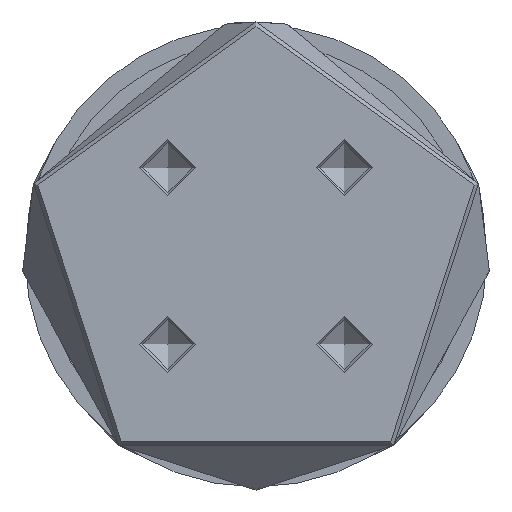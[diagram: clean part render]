
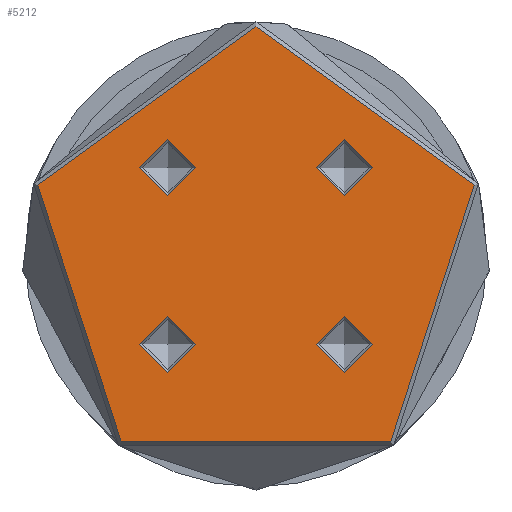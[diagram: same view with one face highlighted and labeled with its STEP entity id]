
A CAD part, front view. The second image highlights one B-rep face of the part: STEP entity #5212.
In plain terms, the highlighted face is planar.
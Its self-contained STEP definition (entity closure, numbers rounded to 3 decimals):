
#256 = AXIS2_PLACEMENT_3D ( 'NONE', #5016, #4386, #5462 ) ;
#398 = EDGE_CURVE ( 'NONE', #4772, #4772, #5718, .T. ) ;
#692 = CARTESIAN_POINT ( 'NONE',  ( 14.142, -14.142, 0. ) ) ;
#799 = EDGE_CURVE ( 'NONE', #3507, #3507, #2559, .T. ) ;
#812 = ORIENTED_EDGE ( 'NONE', *, *, #799, .F. ) ;
#1099 = EDGE_LOOP ( 'NONE', ( #2108 ) ) ;
#1108 = DIRECTION ( 'NONE',  ( 0., 0., 1. ) ) ;
#1152 = FACE_OUTER_BOUND ( 'NONE', #1099, .T. ) ;
#1168 = DIRECTION ( 'NONE',  ( 1., 0., 0. ) ) ;
#1300 = DIRECTION ( 'NONE',  ( 0., 0., 1. ) ) ;
#1313 = EDGE_LOOP ( 'NONE', ( #1734 ) ) ;
#1363 = VERTEX_POINT ( 'NONE', #5899 ) ;
#1434 = AXIS2_PLACEMENT_3D ( 'NONE', #4141, #1300, #4608 ) ;
#1557 = ORIENTED_EDGE ( 'NONE', *, *, #2492, .T. ) ;
#1629 = CARTESIAN_POINT ( 'NONE',  ( 18.642, 14.142, 0. ) ) ;
#1664 = AXIS2_PLACEMENT_3D ( 'NONE', #2316, #5621, #2797 ) ;
#1678 = DIRECTION ( 'NONE',  ( 0., 0., -1. ) ) ;
#1734 = ORIENTED_EDGE ( 'NONE', *, *, #4514, .T. ) ;
#1804 = VERTEX_POINT ( 'NONE', #5417 ) ;
#2108 = ORIENTED_EDGE ( 'NONE', *, *, #2406, .T. ) ;
#2117 = CARTESIAN_POINT ( 'NONE',  ( 36.75, 0., 0. ) ) ;
#2316 = CARTESIAN_POINT ( 'NONE',  ( -14.142, -14.142, 0. ) ) ;
#2387 = FACE_BOUND ( 'NONE', #2773, .T. ) ;
#2406 = EDGE_CURVE ( 'NONE', #3065, #3065, #4690, .T. ) ;
#2492 = EDGE_CURVE ( 'NONE', #1804, #1804, #5818, .T. ) ;
#2559 = CIRCLE ( 'NONE', #1434, 4.5 ) ;
#2614 = AXIS2_PLACEMENT_3D ( 'NONE', #4507, #1678, #4997 ) ;
#2773 = EDGE_LOOP ( 'NONE', ( #1557 ) ) ;
#2797 = DIRECTION ( 'NONE',  ( -1., 0., 0. ) ) ;
#2853 = AXIS2_PLACEMENT_3D ( 'NONE', #692, #3993, #1168 ) ;
#2890 = EDGE_LOOP ( 'NONE', ( #812 ) ) ;
#3065 = VERTEX_POINT ( 'NONE', #2117 ) ;
#3507 = VERTEX_POINT ( 'NONE', #1629 ) ;
#3651 = FACE_BOUND ( 'NONE', #1313, .T. ) ;
#3933 = CARTESIAN_POINT ( 'NONE',  ( 0., 0., 0. ) ) ;
#3993 = DIRECTION ( 'NONE',  ( 0., 0., -1. ) ) ;
#4141 = CARTESIAN_POINT ( 'NONE',  ( 14.142, 14.142, 0. ) ) ;
#4194 = ORIENTED_EDGE ( 'NONE', *, *, #398, .F. ) ;
#4386 = DIRECTION ( 'NONE',  ( 0., 0., -1. ) ) ;
#4400 = DIRECTION ( 'NONE',  ( 1., 0., 0. ) ) ;
#4457 = CARTESIAN_POINT ( 'NONE',  ( -18.642, -14.142, 0. ) ) ;
#4493 = CIRCLE ( 'NONE', #2614, 4.5 ) ;
#4507 = CARTESIAN_POINT ( 'NONE',  ( -14.142, 14.142, 0. ) ) ;
#4514 = EDGE_CURVE ( 'NONE', #1363, #1363, #4493, .T. ) ;
#4528 = PLANE ( 'NONE',  #256 ) ;
#4608 = DIRECTION ( 'NONE',  ( 1., 0., 0. ) ) ;
#4690 = CIRCLE ( 'NONE', #5489, 36.75 ) ;
#4714 = EDGE_LOOP ( 'NONE', ( #4194 ) ) ;
#4772 = VERTEX_POINT ( 'NONE', #4457 ) ;
#4925 = FACE_BOUND ( 'NONE', #4714, .T. ) ;
#4997 = DIRECTION ( 'NONE',  ( -1., 0., 0. ) ) ;
#5016 = CARTESIAN_POINT ( 'NONE',  ( 0., 0., 0. ) ) ;
#5212 = ADVANCED_FACE ( 'NONE', ( #4925, #3651, #2387, #5989, #1152 ), #4528, .F. ) ;
#5417 = CARTESIAN_POINT ( 'NONE',  ( 18.642, -14.142, 0. ) ) ;
#5462 = DIRECTION ( 'NONE',  ( -1., 0., 0. ) ) ;
#5489 = AXIS2_PLACEMENT_3D ( 'NONE', #3933, #1108, #4400 ) ;
#5621 = DIRECTION ( 'NONE',  ( 0., 0., 1. ) ) ;
#5718 = CIRCLE ( 'NONE', #1664, 4.5 ) ;
#5818 = CIRCLE ( 'NONE', #2853, 4.5 ) ;
#5899 = CARTESIAN_POINT ( 'NONE',  ( -18.642, 14.142, 0. ) ) ;
#5989 = FACE_BOUND ( 'NONE', #2890, .T. ) ;
